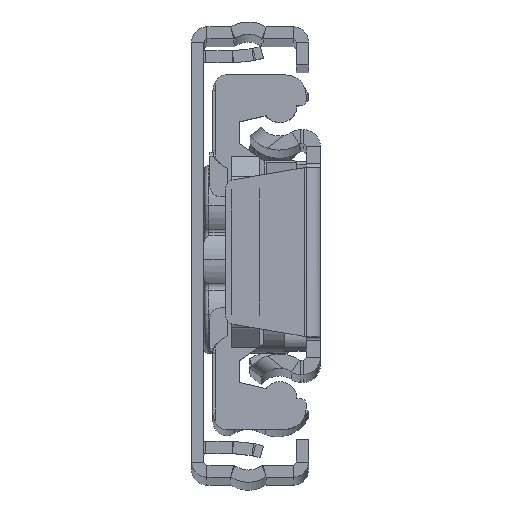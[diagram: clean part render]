
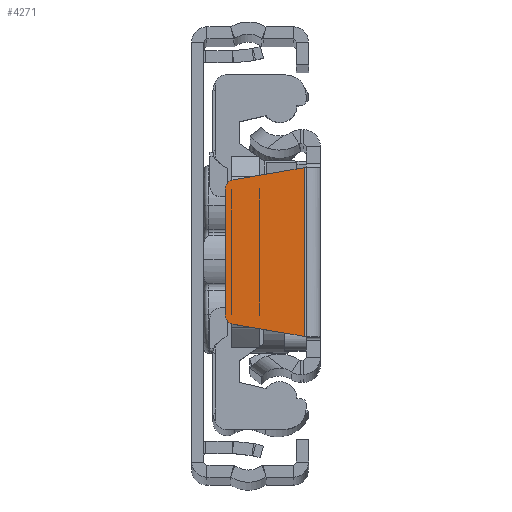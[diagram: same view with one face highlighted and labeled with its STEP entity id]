
A CAD part, top view. The second image highlights one B-rep face of the part: STEP entity #4271.
In plain terms, the highlighted planar face has unit normal (0, 0, 1).
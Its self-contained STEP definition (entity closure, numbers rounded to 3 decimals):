
#1094 = CARTESIAN_POINT ( 'NONE',  ( -8.4, 6.156, 0. ) ) ;
#1113 = VECTOR ( 'NONE', #1916, 1000. ) ;
#1769 = AXIS2_PLACEMENT_3D ( 'NONE', #13657, #8205, #18564 ) ;
#1916 = DIRECTION ( 'NONE',  ( 0.986, 0.168, 0. ) ) ;
#2217 = AXIS2_PLACEMENT_3D ( 'NONE', #1094, #2965, #19427 ) ;
#2450 = VECTOR ( 'NONE', #20787, 1000. ) ;
#2965 = DIRECTION ( 'NONE',  ( 0., 0., -1. ) ) ;
#2999 = ORIENTED_EDGE ( 'NONE', *, *, #19748, .F. ) ;
#3155 = VERTEX_POINT ( 'NONE', #10128 ) ;
#3591 = DIRECTION ( 'NONE',  ( 0., 0., -1. ) ) ;
#4271 = ADVANCED_FACE ( 'NONE', ( #9712 ), #4591, .F. ) ;
#4591 = PLANE ( 'NONE',  #2217 ) ;
#4947 = AXIS2_PLACEMENT_3D ( 'NONE', #5652, #3591, #11991 ) ;
#5251 = CARTESIAN_POINT ( 'NONE',  ( -8.568, -7.142, 0. ) ) ;
#5652 = CARTESIAN_POINT ( 'NONE',  ( -8.4, -6.156, 0. ) ) ;
#6481 = EDGE_CURVE ( 'NONE', #3155, #6628, #16724, .T. ) ;
#6497 = EDGE_CURVE ( 'NONE', #19026, #11923, #20020, .T. ) ;
#6628 = VERTEX_POINT ( 'NONE', #7783 ) ;
#7484 = LINE ( 'NONE', #14142, #2450 ) ;
#7783 = CARTESIAN_POINT ( 'NONE',  ( -9.4, 6.156, 0. ) ) ;
#7796 = ORIENTED_EDGE ( 'NONE', *, *, #19169, .F. ) ;
#8205 = DIRECTION ( 'NONE',  ( 0., 0., -1. ) ) ;
#8730 = ORIENTED_EDGE ( 'NONE', *, *, #12366, .F. ) ;
#9306 = ORIENTED_EDGE ( 'NONE', *, *, #6481, .F. ) ;
#9712 = FACE_OUTER_BOUND ( 'NONE', #16419, .T. ) ;
#10128 = CARTESIAN_POINT ( 'NONE',  ( -9.4, -6.156, 0. ) ) ;
#11923 = VERTEX_POINT ( 'NONE', #17050 ) ;
#11991 = DIRECTION ( 'NONE',  ( -1., 0., 0. ) ) ;
#12267 = ORIENTED_EDGE ( 'NONE', *, *, #20776, .F. ) ;
#12366 = EDGE_CURVE ( 'NONE', #20443, #20381, #21530, .T. ) ;
#12922 = CIRCLE ( 'NONE', #1769, 1. ) ;
#13246 = CARTESIAN_POINT ( 'NONE',  ( -9.4, 6.156, 0. ) ) ;
#13469 = DIRECTION ( 'NONE',  ( 0., 1., 0. ) ) ;
#13657 = CARTESIAN_POINT ( 'NONE',  ( -8.4, 6.156, 0. ) ) ;
#13671 = CARTESIAN_POINT ( 'NONE',  ( -8.568, -7.142, 0. ) ) ;
#14142 = CARTESIAN_POINT ( 'NONE',  ( -1.6, -8.333, 0. ) ) ;
#14289 = ORIENTED_EDGE ( 'NONE', *, *, #6497, .F. ) ;
#14348 = CIRCLE ( 'NONE', #4947, 1. ) ;
#15089 = DIRECTION ( 'NONE',  ( -0.986, 0.168, 0. ) ) ;
#15916 = CARTESIAN_POINT ( 'NONE',  ( -1.6, -8.333, 0. ) ) ;
#16419 = EDGE_LOOP ( 'NONE', ( #7796, #14289, #2999, #9306, #12267, #8730 ) ) ;
#16724 = LINE ( 'NONE', #13246, #20617 ) ;
#16843 = CARTESIAN_POINT ( 'NONE',  ( -1.5, 8.35, 0. ) ) ;
#17050 = CARTESIAN_POINT ( 'NONE',  ( -1.6, 8.333, 0. ) ) ;
#18564 = DIRECTION ( 'NONE',  ( -1., 0., 0. ) ) ;
#18621 = CARTESIAN_POINT ( 'NONE',  ( -8.568, 7.142, 0. ) ) ;
#19026 = VERTEX_POINT ( 'NONE', #18621 ) ;
#19169 = EDGE_CURVE ( 'NONE', #11923, #20443, #7484, .T. ) ;
#19427 = DIRECTION ( 'NONE',  ( -1., 0., 0. ) ) ;
#19748 = EDGE_CURVE ( 'NONE', #6628, #19026, #12922, .T. ) ;
#20020 = LINE ( 'NONE', #16843, #1113 ) ;
#20263 = VECTOR ( 'NONE', #15089, 1000. ) ;
#20381 = VERTEX_POINT ( 'NONE', #5251 ) ;
#20443 = VERTEX_POINT ( 'NONE', #15916 ) ;
#20617 = VECTOR ( 'NONE', #13469, 1000. ) ;
#20776 = EDGE_CURVE ( 'NONE', #20381, #3155, #14348, .T. ) ;
#20787 = DIRECTION ( 'NONE',  ( 0., -1., 0. ) ) ;
#21530 = LINE ( 'NONE', #13671, #20263 ) ;
